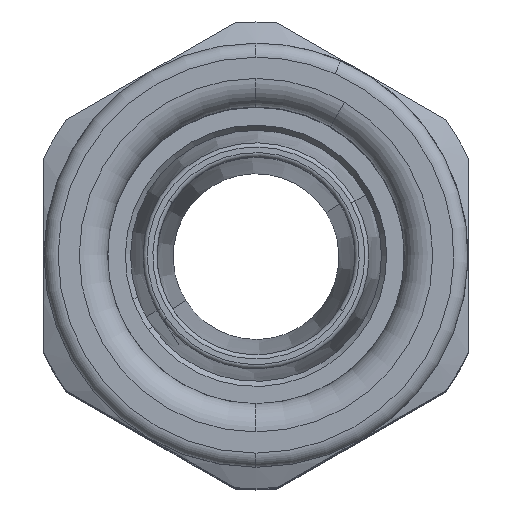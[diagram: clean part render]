
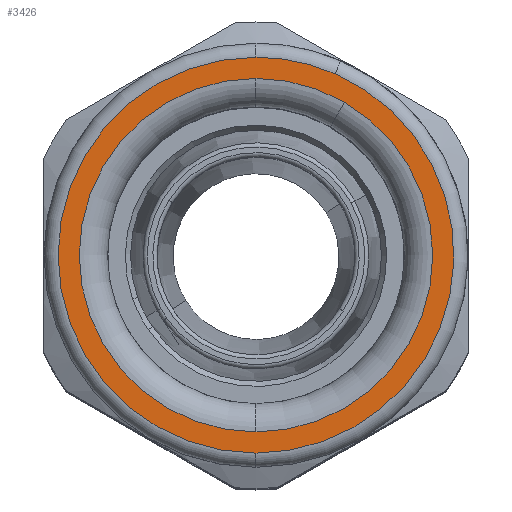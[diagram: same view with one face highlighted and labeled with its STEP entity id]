
A CAD part, top view. The second image highlights one B-rep face of the part: STEP entity #3426.
In plain terms, the highlighted planar face has unit normal (0, 0, 1).
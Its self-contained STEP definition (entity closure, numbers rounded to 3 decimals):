
#3341=AXIS2_PLACEMENT_3D('Circle Axis2P3D',#3339,#3340,$) ;
#3359=AXIS2_PLACEMENT_3D('Circle Axis2P3D',#3357,#3358,$) ;
#3379=AXIS2_PLACEMENT_3D('Circle Axis2P3D',#3377,#3378,$) ;
#3393=AXIS2_PLACEMENT_3D('Plane Axis2P3D',#3390,#3391,#3392) ;
#3402=AXIS2_PLACEMENT_3D('Circle Axis2P3D',#3400,#3401,$) ;
#3411=AXIS2_PLACEMENT_3D('Circle Axis2P3D',#3409,#3410,$) ;
#3418=AXIS2_PLACEMENT_3D('Circle Axis2P3D',#3416,#3417,$) ;
#3329=CARTESIAN_POINT('Vertex',(20.595,29.333,78.4)) ;
#3336=CARTESIAN_POINT('Vertex',(15.,30.5,78.4)) ;
#3339=CARTESIAN_POINT('Axis2P3D Location',(15.,16.5,78.4)) ;
#3357=CARTESIAN_POINT('Axis2P3D Location',(15.,16.5,78.4)) ;
#3361=CARTESIAN_POINT('Vertex',(15.,2.5,78.4)) ;
#3377=CARTESIAN_POINT('Axis2P3D Location',(15.,16.5,78.4)) ;
#3390=CARTESIAN_POINT('Axis2P3D Location',(15.,16.5,78.4)) ;
#3400=CARTESIAN_POINT('Axis2P3D Location',(15.,16.5,78.4)) ;
#3404=CARTESIAN_POINT('Vertex',(21.264,27.317,78.4)) ;
#3406=CARTESIAN_POINT('Vertex',(15.,29.,78.4)) ;
#3409=CARTESIAN_POINT('Axis2P3D Location',(15.,16.5,78.4)) ;
#3413=CARTESIAN_POINT('Vertex',(15.,4.,78.4)) ;
#3416=CARTESIAN_POINT('Axis2P3D Location',(15.,16.5,78.4)) ;
#3340=DIRECTION('Axis2P3D Direction',(0.,0.,1.)) ;
#3358=DIRECTION('Axis2P3D Direction',(0.,0.,1.)) ;
#3378=DIRECTION('Axis2P3D Direction',(0.,0.,1.)) ;
#3391=DIRECTION('Axis2P3D Direction',(0.,0.,1.)) ;
#3392=DIRECTION('Axis2P3D XDirection',(0.,1.,0.)) ;
#3401=DIRECTION('Axis2P3D Direction',(0.,0.,1.)) ;
#3410=DIRECTION('Axis2P3D Direction',(0.,0.,1.)) ;
#3417=DIRECTION('Axis2P3D Direction',(0.,0.,1.)) ;
#3396=ORIENTED_EDGE('',*,*,#3363,.T.) ;
#3397=ORIENTED_EDGE('',*,*,#3343,.T.) ;
#3398=ORIENTED_EDGE('',*,*,#3381,.T.) ;
#3422=ORIENTED_EDGE('',*,*,#3408,.F.) ;
#3423=ORIENTED_EDGE('',*,*,#3415,.F.) ;
#3424=ORIENTED_EDGE('',*,*,#3420,.F.) ;
#3425=FACE_BOUND('',#3421,.T.) ;
#3426=ADVANCED_FACE('Part1.1\\Koerper.2',(#3399,#3425),#3394,.T.) ;
#3342=CIRCLE('generated circle',#3341,14.) ;
#3360=CIRCLE('generated circle',#3359,14.) ;
#3380=CIRCLE('generated circle',#3379,14.) ;
#3403=CIRCLE('generated circle',#3402,12.5) ;
#3412=CIRCLE('generated circle',#3411,12.5) ;
#3419=CIRCLE('generated circle',#3418,12.5) ;
#3343=EDGE_CURVE('',#3330,#3337,#3342,.T.) ;
#3363=EDGE_CURVE('',#3362,#3330,#3360,.T.) ;
#3381=EDGE_CURVE('',#3337,#3362,#3380,.T.) ;
#3408=EDGE_CURVE('',#3405,#3407,#3403,.T.) ;
#3415=EDGE_CURVE('',#3414,#3405,#3412,.T.) ;
#3420=EDGE_CURVE('',#3407,#3414,#3419,.T.) ;
#3395=EDGE_LOOP('',(#3396,#3397,#3398)) ;
#3421=EDGE_LOOP('',(#3422,#3423,#3424)) ;
#3399=FACE_OUTER_BOUND('',#3395,.T.) ;
#3394=PLANE('',#3393) ;
#3330=VERTEX_POINT('',#3329) ;
#3337=VERTEX_POINT('',#3336) ;
#3362=VERTEX_POINT('',#3361) ;
#3405=VERTEX_POINT('',#3404) ;
#3407=VERTEX_POINT('',#3406) ;
#3414=VERTEX_POINT('',#3413) ;
